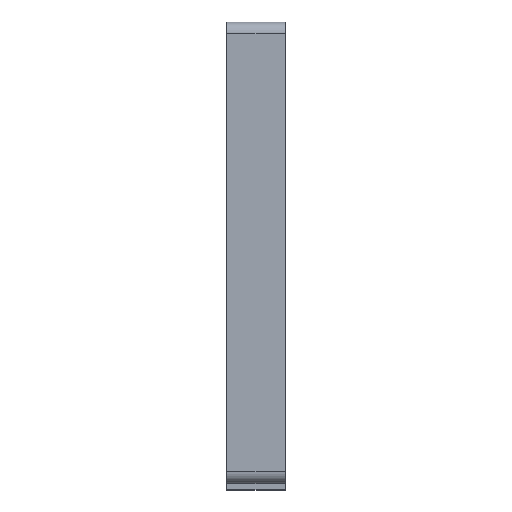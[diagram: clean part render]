
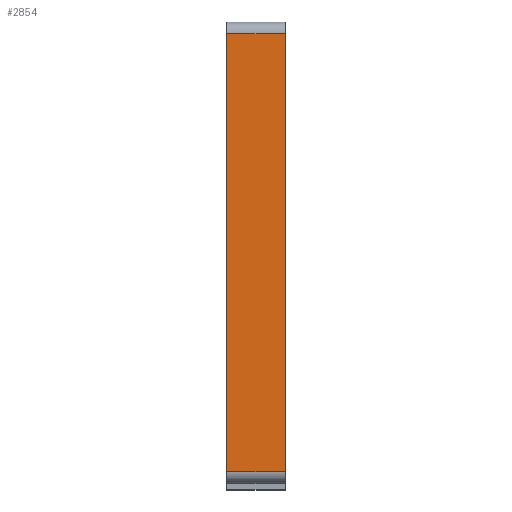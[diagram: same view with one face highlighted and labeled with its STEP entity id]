
A CAD part, top view. The second image highlights one B-rep face of the part: STEP entity #2854.
In plain terms, the highlighted planar face has unit normal (0, 0, 1).
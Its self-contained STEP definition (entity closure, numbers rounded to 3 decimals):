
#651 = VERTEX_POINT('',#652);
#652 = CARTESIAN_POINT('',(0.,56.25,11.026));
#658 = EDGE_CURVE('',#651,#659,#661,.T.);
#659 = VERTEX_POINT('',#660);
#660 = CARTESIAN_POINT('',(0.,-56.25,11.026));
#661 = LINE('',#662,#663);
#662 = CARTESIAN_POINT('',(0.,56.25,11.026));
#663 = VECTOR('',#664,1.);
#664 = DIRECTION('',(0.,-1.,0.));
#1441 = VERTEX_POINT('',#1442);
#1442 = CARTESIAN_POINT('',(15.,56.25,11.026));
#1448 = EDGE_CURVE('',#1441,#1449,#1451,.T.);
#1449 = VERTEX_POINT('',#1450);
#1450 = CARTESIAN_POINT('',(15.,-56.25,11.026));
#1451 = LINE('',#1452,#1453);
#1452 = CARTESIAN_POINT('',(15.,56.25,11.026));
#1453 = VECTOR('',#1454,1.);
#1454 = DIRECTION('',(0.,-1.,0.));
#2819 = EDGE_CURVE('',#651,#1441,#2820,.T.);
#2820 = LINE('',#2821,#2822);
#2821 = CARTESIAN_POINT('',(0.,56.25,11.026));
#2822 = VECTOR('',#2823,1.);
#2823 = DIRECTION('',(1.,0.,0.));
#2854 = ADVANCED_FACE('',(#2855),#2866,.F.);
#2855 = FACE_BOUND('',#2856,.F.);
#2856 = EDGE_LOOP('',(#2857,#2858,#2859,#2865));
#2857 = ORIENTED_EDGE('',*,*,#2819,.T.);
#2858 = ORIENTED_EDGE('',*,*,#1448,.T.);
#2859 = ORIENTED_EDGE('',*,*,#2860,.F.);
#2860 = EDGE_CURVE('',#659,#1449,#2861,.T.);
#2861 = LINE('',#2862,#2863);
#2862 = CARTESIAN_POINT('',(0.,-56.25,11.026));
#2863 = VECTOR('',#2864,1.);
#2864 = DIRECTION('',(1.,0.,0.));
#2865 = ORIENTED_EDGE('',*,*,#658,.F.);
#2866 = PLANE('',#2867);
#2867 = AXIS2_PLACEMENT_3D('',#2868,#2869,#2870);
#2868 = CARTESIAN_POINT('',(0.,56.25,11.026));
#2869 = DIRECTION('',(-0.,0.,-1.));
#2870 = DIRECTION('',(0.,-1.,0.));
